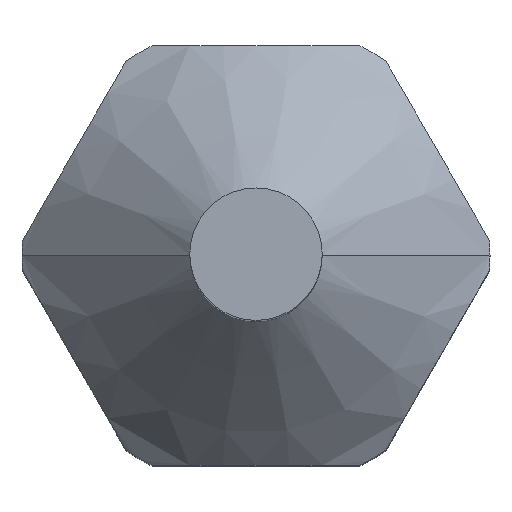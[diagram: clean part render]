
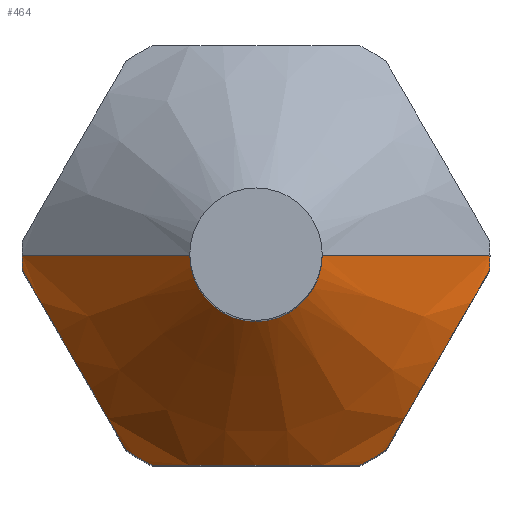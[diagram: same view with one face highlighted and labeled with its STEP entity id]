
A CAD part, top view. The second image highlights one B-rep face of the part: STEP entity #464.
In plain terms, the highlighted conical face has half-angle 45 degrees and reference radius 6.8 mm.
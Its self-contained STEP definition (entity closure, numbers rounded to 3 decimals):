
#256=EDGE_CURVE('',#298,#454,#649,.T.);
#272=EDGE_CURVE('',#366,#334,#667,.T.);
#274=EDGE_CURVE('',#412,#356,#669,.T.);
#284=EDGE_CURVE('',#336,#300,#680,.T.);
#296=EDGE_CURVE('',#450,#300,#693,.T.);
#298=VERTEX_POINT('',#695);
#300=VERTEX_POINT('',#697);
#308=EDGE_CURVE('',#336,#334,#707,.T.);
#334=VERTEX_POINT('',#736);
#336=VERTEX_POINT('',#738);
#340=VERTEX_POINT('',#742);
#348=EDGE_CURVE('',#366,#356,#750,.T.);
#356=VERTEX_POINT('',#759);
#366=VERTEX_POINT('',#769);
#408=EDGE_CURVE('',#412,#340,#816,.T.);
#412=VERTEX_POINT('',#820);
#442=EDGE_CURVE('',#298,#450,#852,.T.);
#450=VERTEX_POINT('',#860);
#454=VERTEX_POINT('',#864);
#464=ADVANCED_FACE('',(#876),#877,.T.);
#564=EDGE_CURVE('',#340,#454,#987,.T.);
#649=CIRCLE('',#1087,3.0);
#667=(B_SPLINE_CURVE(2,(#1109,#1110,#1111),.UNSPECIFIED.,.F.,.F.)B_SPLINE_CURVE_WITH_KNOTS((3,3),(0.0,9.658),.UNSPECIFIED.)RATIONAL_B_SPLINE_CURVE((1.0,1.116,1.0))BOUNDED_CURVE()REPRESENTATION_ITEM('')GEOMETRIC_REPRESENTATION_ITEM()CURVE());
#669=(B_SPLINE_CURVE(2,(#1121,#1122,#1123),.UNSPECIFIED.,.F.,.F.)B_SPLINE_CURVE_WITH_KNOTS((3,3),(0.0,9.658),.UNSPECIFIED.)RATIONAL_B_SPLINE_CURVE((1.0,1.116,1.0))BOUNDED_CURVE()REPRESENTATION_ITEM('')GEOMETRIC_REPRESENTATION_ITEM()CURVE());
#680=(B_SPLINE_CURVE(2,(#1146,#1147,#1148),.UNSPECIFIED.,.F.,.F.)B_SPLINE_CURVE_WITH_KNOTS((3,3),(0.0,9.658),.UNSPECIFIED.)RATIONAL_B_SPLINE_CURVE((1.0,1.116,1.0))BOUNDED_CURVE()REPRESENTATION_ITEM('')GEOMETRIC_REPRESENTATION_ITEM()CURVE());
#693=CIRCLE('',#1178,10.6);
#695=CARTESIAN_POINT('',(-3.0,0.,32.0));
#697=CARTESIAN_POINT('',(-10.578,-0.678,24.4));
#707=CIRCLE('',#1195,10.6);
#736=CARTESIAN_POINT('',(-4.702,-9.5,24.4));
#738=CARTESIAN_POINT('',(-5.876,-8.822,24.4));
#742=CARTESIAN_POINT('',(10.6,0.,24.4));
#750=CIRCLE('',#1262,10.6);
#759=CARTESIAN_POINT('',(5.876,-8.822,24.4));
#769=CARTESIAN_POINT('',(4.702,-9.5,24.4));
#816=CIRCLE('',#1363,10.6);
#820=CARTESIAN_POINT('',(10.578,-0.678,24.4));
#852=LINE('',#1462,#1463);
#860=CARTESIAN_POINT('',(-10.6,0.,24.4));
#864=CARTESIAN_POINT('',(3.0,0.,32.0));
#876=FACE_OUTER_BOUND('',#1493,.T.);
#877=CONICAL_SURFACE('',#1494,6.8,0.785);
#987=LINE('',#1672,#1673);
#1087=AXIS2_PLACEMENT_3D('',#1788,#1789,#1790);
#1109=CARTESIAN_POINT('',(4.702,-9.5,24.4));
#1110=CARTESIAN_POINT('',(0.,-9.5,26.486));
#1111=CARTESIAN_POINT('',(-4.702,-9.5,24.4));
#1121=CARTESIAN_POINT('',(10.578,-0.678,24.4));
#1122=CARTESIAN_POINT('',(8.227,-4.75,26.486));
#1123=CARTESIAN_POINT('',(5.876,-8.822,24.4));
#1146=CARTESIAN_POINT('',(-5.876,-8.822,24.4));
#1147=CARTESIAN_POINT('',(-8.227,-4.75,26.486));
#1148=CARTESIAN_POINT('',(-10.578,-0.678,24.4));
#1178=AXIS2_PLACEMENT_3D('',#1837,#1838,#1839);
#1195=AXIS2_PLACEMENT_3D('',#1856,#1857,#1858);
#1262=AXIS2_PLACEMENT_3D('',#1894,#1895,#1896);
#1363=AXIS2_PLACEMENT_3D('',#1974,#1975,#1976);
#1462=CARTESIAN_POINT('',(-6.8,0.,28.2));
#1463=VECTOR('',#2001,1.0);
#1493=EDGE_LOOP('',(#2027,#2028,#2029,#2030,#2031,#2032,#2033,#2034,#2035,#2036));
#1494=AXIS2_PLACEMENT_3D('',#2037,#2038,#2039);
#1672=CARTESIAN_POINT('',(6.8,0.,28.2));
#1673=VECTOR('',#2161,1.0);
#1788=CARTESIAN_POINT('',(0.,0.,32.0));
#1789=DIRECTION('',(0.,0.,1.0));
#1790=DIRECTION('',(-1.0,0.,0.0));
#1837=CARTESIAN_POINT('',(0.,0.,24.4));
#1838=DIRECTION('',(0.,0.,1.0));
#1839=DIRECTION('',(-1.0,0.,0.0));
#1856=CARTESIAN_POINT('',(0.,0.,24.4));
#1857=DIRECTION('',(0.,0.,1.0));
#1858=DIRECTION('',(-1.0,0.,0.0));
#1894=CARTESIAN_POINT('',(0.,0.,24.4));
#1895=DIRECTION('',(0.,0.,1.0));
#1896=DIRECTION('',(-1.0,0.,0.0));
#1974=CARTESIAN_POINT('',(0.,0.,24.4));
#1975=DIRECTION('',(0.,0.,1.0));
#1976=DIRECTION('',(-1.0,0.,0.0));
#2001=DIRECTION('',(-0.707,0.,-0.707));
#2027=ORIENTED_EDGE('',*,*,#442,.T.);
#2028=ORIENTED_EDGE('',*,*,#296,.T.);
#2029=ORIENTED_EDGE('',*,*,#284,.F.);
#2030=ORIENTED_EDGE('',*,*,#308,.T.);
#2031=ORIENTED_EDGE('',*,*,#272,.F.);
#2032=ORIENTED_EDGE('',*,*,#348,.T.);
#2033=ORIENTED_EDGE('',*,*,#274,.F.);
#2034=ORIENTED_EDGE('',*,*,#408,.T.);
#2035=ORIENTED_EDGE('',*,*,#564,.T.);
#2036=ORIENTED_EDGE('',*,*,#256,.F.);
#2037=CARTESIAN_POINT('',(0.,0.,28.2));
#2038=DIRECTION('',(0.,0.,-1.0));
#2039=DIRECTION('',(-1.0,0.,0.0));
#2161=DIRECTION('',(-0.707,0.,0.707));
